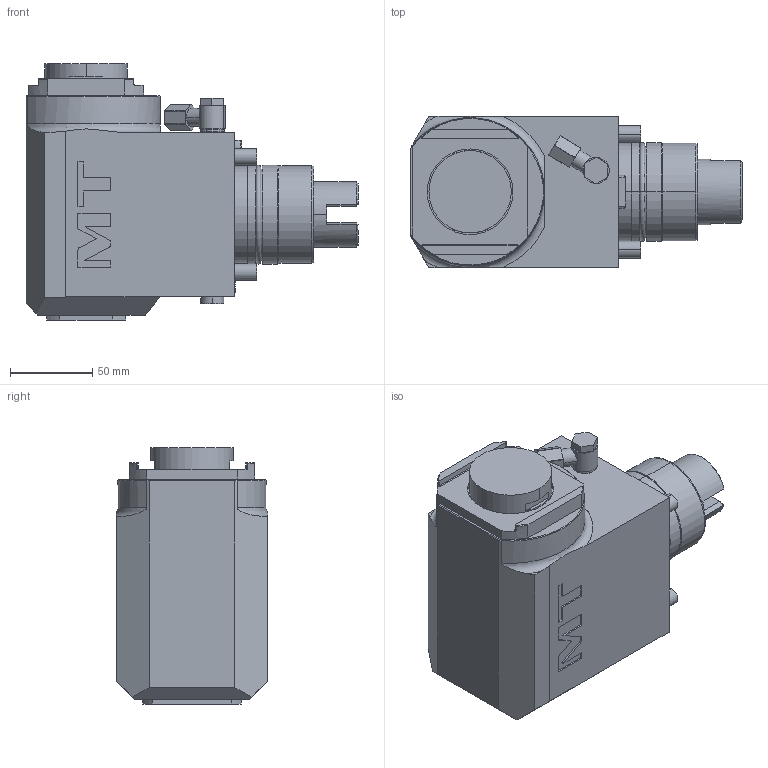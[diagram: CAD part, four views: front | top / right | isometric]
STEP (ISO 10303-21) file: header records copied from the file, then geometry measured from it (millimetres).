
FILE_DESCRIPTION((''),'2;1');
FILE_NAME('TKW0440325_CONF','2023-08-09T17:17:06',('alessandro'),('M.T. srl'),'CREO PARAMETRIC BY PTC INC, 2021072','CREO PARAMETRIC BY PTC INC, 2021072','');
FILE_SCHEMA(('CONFIG_CONTROL_DESIGN'));
Length unit declared in the file: millimetre
Products named in the file (1): TKW0440325_CONF
Bounding box: 201.5 x 92 x 155.6 mm (x, y, z)
Volume: 1575417.4 mm3; surface area: 108459 mm2
Topology: 1 solids, 1 shells, 348 faces, 833 edges, 528 vertices
Faces by surface type: plane 182, cylinder 111, cone 39, torus 12, extrusion 4
Entity records: 10476 total; most frequent: CARTESIAN_POINT 2204, DIRECTION 1765, ORIENTED_EDGE 1662, EDGE_CURVE 831, AXIS2_PLACEMENT_3D 638, VERTEX_POINT 528, VECTOR 489, LINE 485
